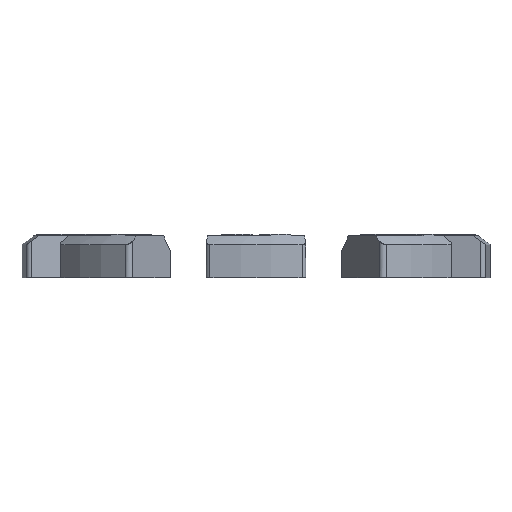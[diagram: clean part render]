
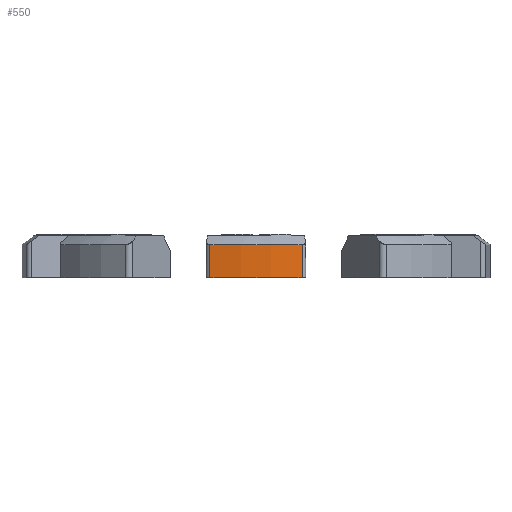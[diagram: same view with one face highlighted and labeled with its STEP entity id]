
A CAD part, left-side view. The second image highlights one B-rep face of the part: STEP entity #550.
In plain terms, the highlighted cylindrical face has radius 75 mm (diameter 150 mm), a partial arc.
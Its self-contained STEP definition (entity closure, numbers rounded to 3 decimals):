
#297=CYLINDRICAL_SURFACE('',#2953,75.);
#385=CIRCLE('',#2951,75.);
#386=CIRCLE('',#2952,75.);
#550=ADVANCED_FACE('',(#796),#297,.T.);
#796=FACE_OUTER_BOUND('',#954,.T.);
#954=EDGE_LOOP('',(#1319,#1320,#1321,#1322));
#1319=ORIENTED_EDGE('',*,*,#2263,.F.);
#1320=ORIENTED_EDGE('',*,*,#2264,.T.);
#1321=ORIENTED_EDGE('',*,*,#2265,.T.);
#1322=ORIENTED_EDGE('',*,*,#2266,.T.);
#1963=VERTEX_POINT('',#4409);
#1964=VERTEX_POINT('',#4410);
#1965=VERTEX_POINT('',#4412);
#1966=VERTEX_POINT('',#4414);
#2263=EDGE_CURVE('',#1963,#1964,#385,.T.);
#2264=EDGE_CURVE('',#1963,#1965,#2591,.T.);
#2265=EDGE_CURVE('',#1965,#1966,#386,.T.);
#2266=EDGE_CURVE('',#1966,#1964,#2592,.T.);
#2591=LINE('',#4411,#2751);
#2592=LINE('',#4415,#2752);
#2751=VECTOR('',#3422,1.);
#2752=VECTOR('',#3425,1.);
#2951=AXIS2_PLACEMENT_3D('',#4408,#3420,#3421);
#2952=AXIS2_PLACEMENT_3D('',#4413,#3423,#3424);
#2953=AXIS2_PLACEMENT_3D('',#4416,#3426,#3427);
#3420=DIRECTION('',(0.,0.,-1.));
#3421=DIRECTION('',(0.,1.,0.));
#3422=DIRECTION('',(0.,0.,1.));
#3423=DIRECTION('',(0.,0.,-1.));
#3424=DIRECTION('',(-1.,0.,0.));
#3425=DIRECTION('',(0.,0.,-1.));
#3426=DIRECTION('',(0.,0.,-1.));
#3427=DIRECTION('',(-1.,0.,0.));
#4408=CARTESIAN_POINT('',(0.,0.,-6.925));
#4409=CARTESIAN_POINT('',(-73.538,-14.735,-6.925));
#4410=CARTESIAN_POINT('',(-73.538,14.735,-6.925));
#4411=CARTESIAN_POINT('',(-73.538,-14.735,6.925));
#4412=CARTESIAN_POINT('',(-73.538,-14.735,3.675));
#4413=CARTESIAN_POINT('',(0.,0.,3.675));
#4414=CARTESIAN_POINT('',(-73.538,14.735,3.675));
#4415=CARTESIAN_POINT('',(-73.538,14.735,6.925));
#4416=CARTESIAN_POINT('',(0.,0.,6.925));
